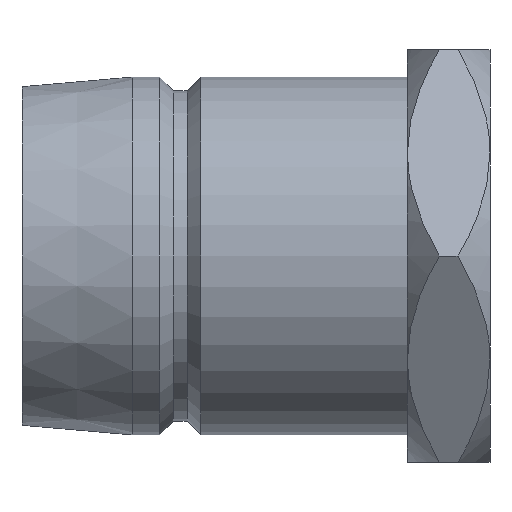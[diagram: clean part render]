
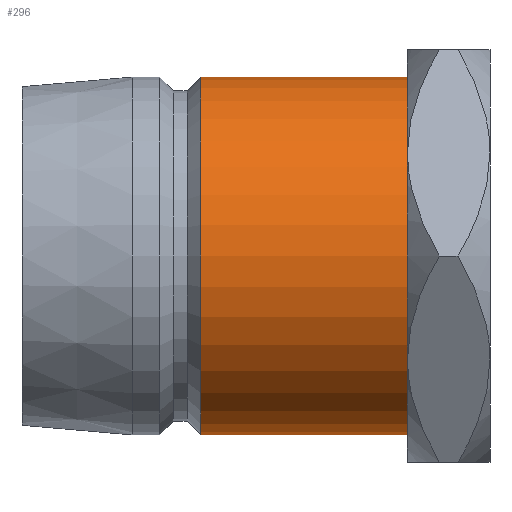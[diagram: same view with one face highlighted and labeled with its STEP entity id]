
A CAD part, front view. The second image highlights one B-rep face of the part: STEP entity #296.
In plain terms, the highlighted cylindrical face has radius 6.5 mm (diameter 13 mm), a partial arc.
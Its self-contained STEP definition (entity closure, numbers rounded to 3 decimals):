
#1 = VERTEX_POINT ( 'NONE', #447 ) ;
#31 = EDGE_CURVE ( 'NONE', #1, #1020, #146, .T. ) ;
#47 = EDGE_CURVE ( 'NONE', #1, #175, #462, .T. ) ;
#73 = CYLINDRICAL_SURFACE ( 'NONE', #75, 6.5 ) ;
#75 = AXIS2_PLACEMENT_3D ( 'NONE', #763, #753, #253 ) ;
#89 = EDGE_LOOP ( 'NONE', ( #996, #285, #467, #707 ) ) ;
#92 = EDGE_CURVE ( 'NONE', #1020, #620, #1070, .T. ) ;
#114 = DIRECTION ( 'NONE',  ( -1., 0., 0. ) ) ;
#115 = DIRECTION ( 'NONE',  ( -1., 0., 0. ) ) ;
#146 = CIRCLE ( 'NONE', #791, 6.5 ) ;
#175 = VERTEX_POINT ( 'NONE', #463 ) ;
#199 = CARTESIAN_POINT ( 'NONE',  ( 14., 0., 0. ) ) ;
#253 = DIRECTION ( 'NONE',  ( 0., 0., 1. ) ) ;
#285 = ORIENTED_EDGE ( 'NONE', *, *, #31, .T. ) ;
#296 = ADVANCED_FACE ( 'NONE', ( #842 ), #73, .T. ) ;
#311 = VECTOR ( 'NONE', #114, 1000. ) ;
#318 = DIRECTION ( 'NONE',  ( 0., 0., 1. ) ) ;
#411 = CARTESIAN_POINT ( 'NONE',  ( 14., 0., 6.5 ) ) ;
#436 = CIRCLE ( 'NONE', #1017, 6.5 ) ;
#447 = CARTESIAN_POINT ( 'NONE',  ( 14., 0., -6.5 ) ) ;
#462 = LINE ( 'NONE', #806, #311 ) ;
#463 = CARTESIAN_POINT ( 'NONE',  ( 6.5, 0., -6.5 ) ) ;
#467 = ORIENTED_EDGE ( 'NONE', *, *, #92, .T. ) ;
#537 = DIRECTION ( 'NONE',  ( -1., 0., 0. ) ) ;
#563 = CARTESIAN_POINT ( 'NONE',  ( 6.5, 0., 0. ) ) ;
#620 = VERTEX_POINT ( 'NONE', #670 ) ;
#670 = CARTESIAN_POINT ( 'NONE',  ( 6.5, 0., 6.5 ) ) ;
#707 = ORIENTED_EDGE ( 'NONE', *, *, #967, .F. ) ;
#753 = DIRECTION ( 'NONE',  ( -1., 0., 0. ) ) ;
#763 = CARTESIAN_POINT ( 'NONE',  ( 0., 0., 0. ) ) ;
#774 = VECTOR ( 'NONE', #115, 1000. ) ;
#791 = AXIS2_PLACEMENT_3D ( 'NONE', #199, #537, #968 ) ;
#806 = CARTESIAN_POINT ( 'NONE',  ( 0., 0., -6.5 ) ) ;
#842 = FACE_OUTER_BOUND ( 'NONE', #89, .T. ) ;
#887 = CARTESIAN_POINT ( 'NONE',  ( 0., 0., 6.5 ) ) ;
#967 = EDGE_CURVE ( 'NONE', #175, #620, #436, .T. ) ;
#968 = DIRECTION ( 'NONE',  ( 0., 0., 1. ) ) ;
#996 = ORIENTED_EDGE ( 'NONE', *, *, #47, .F. ) ;
#1017 = AXIS2_PLACEMENT_3D ( 'NONE', #563, #1081, #318 ) ;
#1020 = VERTEX_POINT ( 'NONE', #411 ) ;
#1070 = LINE ( 'NONE', #887, #774 ) ;
#1081 = DIRECTION ( 'NONE',  ( -1., 0., 0. ) ) ;
